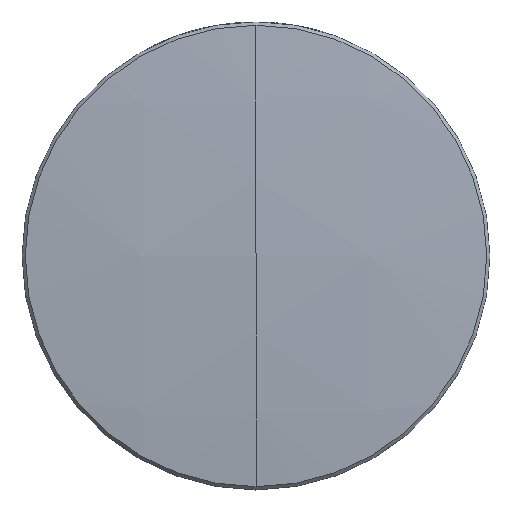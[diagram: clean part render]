
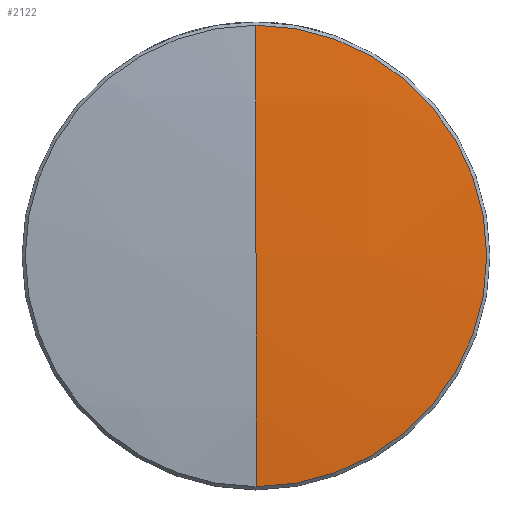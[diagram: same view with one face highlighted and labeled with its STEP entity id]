
A CAD part, top view. The second image highlights one B-rep face of the part: STEP entity #2122.
In plain terms, the highlighted spherical face has radius 128.77 mm.
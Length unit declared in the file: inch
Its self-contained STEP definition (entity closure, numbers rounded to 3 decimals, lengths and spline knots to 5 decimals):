
#65 = CARTESIAN_POINT ( 'NONE',  ( 0., 0., 0.02754 ) ) ;
#92 = CARTESIAN_POINT ( 'NONE',  ( 0., 0., -5.01811 ) ) ;
#111 = EDGE_CURVE ( 'NONE', #2285, #832, #597, .T. ) ;
#166 = CARTESIAN_POINT ( 'NONE',  ( 0., -0.49304, 0.02754 ) ) ;
#246 = VERTEX_POINT ( 'NONE', #1332 ) ;
#258 = DIRECTION ( 'NONE',  ( 0., 0., 1. ) ) ;
#272 = EDGE_LOOP ( 'NONE', ( #1240, #1804, #446, #1477 ) ) ;
#348 = AXIS2_PLACEMENT_3D ( 'NONE', #65, #258, #831 ) ;
#446 = ORIENTED_EDGE ( 'NONE', *, *, #1991, .T. ) ;
#481 = DIRECTION ( 'NONE',  ( 1., 0., 0. ) ) ;
#521 = CARTESIAN_POINT ( 'NONE',  ( 0., 0., -5.01811 ) ) ;
#561 = CIRCLE ( 'NONE', #1583, 0.49304 ) ;
#578 = VERTEX_POINT ( 'NONE', #1932 ) ;
#597 = CIRCLE ( 'NONE', #2231, 5.06969 ) ;
#674 = DIRECTION ( 'NONE',  ( 0., -1., 0. ) ) ;
#770 = DIRECTION ( 'NONE',  ( 0., 0., 1. ) ) ;
#801 = CARTESIAN_POINT ( 'NONE',  ( 0., 0., 0.05157 ) ) ;
#802 = DIRECTION ( 'NONE',  ( 1., 0., 0. ) ) ;
#810 = SPHERICAL_SURFACE ( 'NONE', #2040, 5.06969 ) ;
#831 = DIRECTION ( 'NONE',  ( 1., 0., 0. ) ) ;
#832 = VERTEX_POINT ( 'NONE', #801 ) ;
#1133 = CIRCLE ( 'NONE', #348, 0.49304 ) ;
#1240 = ORIENTED_EDGE ( 'NONE', *, *, #2338, .T. ) ;
#1313 = CARTESIAN_POINT ( 'NONE',  ( 0., 0., 0.02754 ) ) ;
#1332 = CARTESIAN_POINT ( 'NONE',  ( 0.49304, 0., 0.02754 ) ) ;
#1404 = CIRCLE ( 'NONE', #2133, 5.06969 ) ;
#1477 = ORIENTED_EDGE ( 'NONE', *, *, #111, .F. ) ;
#1513 = FACE_OUTER_BOUND ( 'NONE', #272, .T. ) ;
#1583 = AXIS2_PLACEMENT_3D ( 'NONE', #1313, #770, #2451 ) ;
#1804 = ORIENTED_EDGE ( 'NONE', *, *, #2398, .T. ) ;
#1924 = CARTESIAN_POINT ( 'NONE',  ( 0., 0., -5.01811 ) ) ;
#1932 = CARTESIAN_POINT ( 'NONE',  ( 0., 0.49304, 0.02754 ) ) ;
#1991 = EDGE_CURVE ( 'NONE', #578, #832, #1404, .T. ) ;
#2040 = AXIS2_PLACEMENT_3D ( 'NONE', #92, #481, #674 ) ;
#2108 = DIRECTION ( 'NONE',  ( 0., 1., 0. ) ) ;
#2122 = ADVANCED_FACE ( 'NONE', ( #1513 ), #810, .T. ) ;
#2133 = AXIS2_PLACEMENT_3D ( 'NONE', #1924, #802, #2108 ) ;
#2159 = DIRECTION ( 'NONE',  ( -1., 0., 0. ) ) ;
#2202 = DIRECTION ( 'NONE',  ( 0., -1., 0. ) ) ;
#2231 = AXIS2_PLACEMENT_3D ( 'NONE', #521, #2159, #2202 ) ;
#2285 = VERTEX_POINT ( 'NONE', #166 ) ;
#2338 = EDGE_CURVE ( 'NONE', #2285, #246, #1133, .T. ) ;
#2398 = EDGE_CURVE ( 'NONE', #246, #578, #561, .T. ) ;
#2451 = DIRECTION ( 'NONE',  ( 1., 0., 0. ) ) ;
